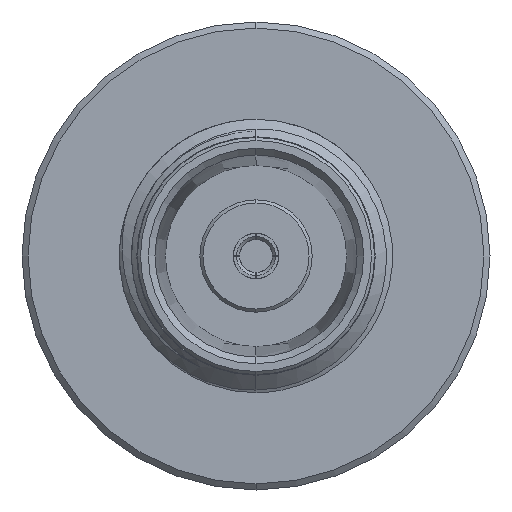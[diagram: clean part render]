
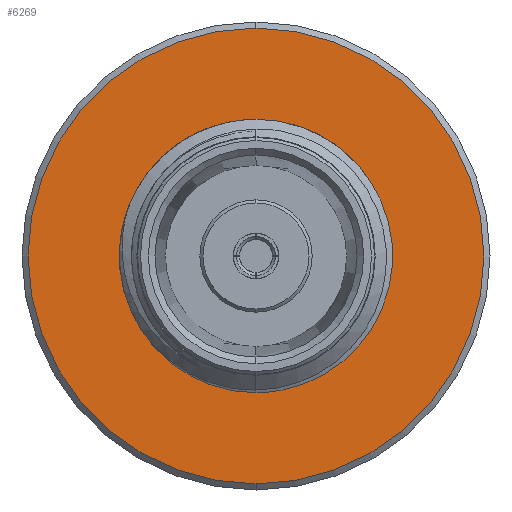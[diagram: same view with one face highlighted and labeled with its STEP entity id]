
A CAD part, left-side view. The second image highlights one B-rep face of the part: STEP entity #6269.
In plain terms, the highlighted planar face has unit normal (-1, 0, 0).
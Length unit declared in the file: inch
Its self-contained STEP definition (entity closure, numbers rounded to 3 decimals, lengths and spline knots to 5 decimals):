
#199 = ORIENTED_EDGE ( 'NONE', *, *, #13388, .F. ) ;
#1141 = ORIENTED_EDGE ( 'NONE', *, *, #19184, .F. ) ;
#1358 = CARTESIAN_POINT ( 'NONE',  ( 0.43625, 0., -0.19 ) ) ;
#1709 = FACE_OUTER_BOUND ( 'NONE', #19687, .T. ) ;
#2158 = DIRECTION ( 'NONE',  ( 0., 0., 1. ) ) ;
#2298 = CARTESIAN_POINT ( 'NONE',  ( 0.43625, 0., -0.36523 ) ) ;
#2365 = DIRECTION ( 'NONE',  ( 0., 0., 1. ) ) ;
#3940 = AXIS2_PLACEMENT_3D ( 'NONE', #17565, #7584, #19246 ) ;
#4033 = AXIS2_PLACEMENT_3D ( 'NONE', #18036, #13130, #17968 ) ;
#4137 = ORIENTED_EDGE ( 'NONE', *, *, #7880, .F. ) ;
#4353 = DIRECTION ( 'NONE',  ( 1., 0., 0. ) ) ;
#4552 = AXIS2_PLACEMENT_3D ( 'NONE', #20958, #4353, #10998 ) ;
#4737 = EDGE_LOOP ( 'NONE', ( #1141, #8502 ) ) ;
#5794 = DIRECTION ( 'NONE',  ( -1., 0., 0. ) ) ;
#6126 = FACE_BOUND ( 'NONE', #4737, .T. ) ;
#6254 = AXIS2_PLACEMENT_3D ( 'NONE', #7030, #7103, #2158 ) ;
#6265 = CIRCLE ( 'NONE', #6254, 0.19 ) ;
#6269 = ADVANCED_FACE ( 'NONE', ( #6126, #1709 ), #10668, .T. ) ;
#7030 = CARTESIAN_POINT ( 'NONE',  ( 0.43625, 0., 0. ) ) ;
#7103 = DIRECTION ( 'NONE',  ( -1., 0., 0. ) ) ;
#7156 = CARTESIAN_POINT ( 'NONE',  ( 0.43625, 0., 0. ) ) ;
#7485 = CARTESIAN_POINT ( 'NONE',  ( 0.43625, 0., 0.36523 ) ) ;
#7584 = DIRECTION ( 'NONE',  ( 1., 0., 0. ) ) ;
#7880 = EDGE_CURVE ( 'NONE', #16541, #10837, #18750, .T. ) ;
#8502 = ORIENTED_EDGE ( 'NONE', *, *, #13835, .F. ) ;
#8732 = VERTEX_POINT ( 'NONE', #17469 ) ;
#8762 = CIRCLE ( 'NONE', #4033, 0.19 ) ;
#10668 = PLANE ( 'NONE',  #18119 ) ;
#10837 = VERTEX_POINT ( 'NONE', #2298 ) ;
#10998 = DIRECTION ( 'NONE',  ( 0., 0., -1. ) ) ;
#12788 = VERTEX_POINT ( 'NONE', #1358 ) ;
#13130 = DIRECTION ( 'NONE',  ( -1., 0., 0. ) ) ;
#13388 = EDGE_CURVE ( 'NONE', #10837, #16541, #17273, .T. ) ;
#13835 = EDGE_CURVE ( 'NONE', #12788, #8732, #6265, .T. ) ;
#16541 = VERTEX_POINT ( 'NONE', #7485 ) ;
#17273 = CIRCLE ( 'NONE', #4552, 0.36523 ) ;
#17469 = CARTESIAN_POINT ( 'NONE',  ( 0.43625, 0., 0.19 ) ) ;
#17565 = CARTESIAN_POINT ( 'NONE',  ( 0.43625, 0., 0. ) ) ;
#17968 = DIRECTION ( 'NONE',  ( 0., 0., 1. ) ) ;
#18036 = CARTESIAN_POINT ( 'NONE',  ( 0.43625, 0., 0. ) ) ;
#18119 = AXIS2_PLACEMENT_3D ( 'NONE', #7156, #5794, #2365 ) ;
#18750 = CIRCLE ( 'NONE', #3940, 0.36523 ) ;
#19184 = EDGE_CURVE ( 'NONE', #8732, #12788, #8762, .T. ) ;
#19246 = DIRECTION ( 'NONE',  ( 0., 0., -1. ) ) ;
#19687 = EDGE_LOOP ( 'NONE', ( #199, #4137 ) ) ;
#20958 = CARTESIAN_POINT ( 'NONE',  ( 0.43625, 0., 0. ) ) ;
